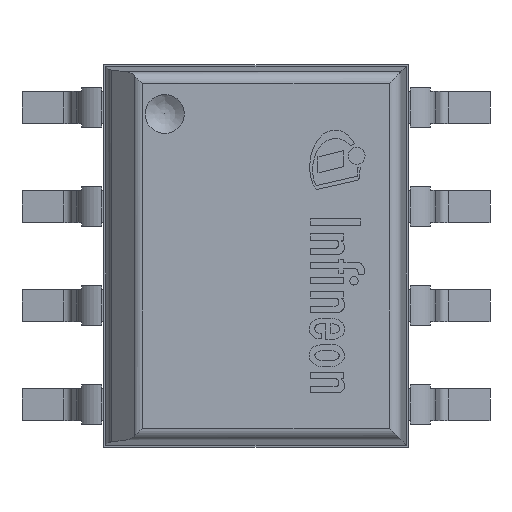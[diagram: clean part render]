
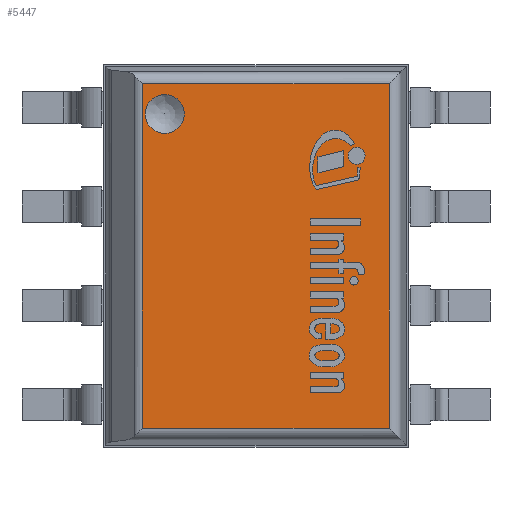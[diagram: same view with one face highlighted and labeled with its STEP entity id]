
A CAD part, top view. The second image highlights one B-rep face of the part: STEP entity #5447.
In plain terms, the highlighted planar face has unit normal (0, 0, 1).
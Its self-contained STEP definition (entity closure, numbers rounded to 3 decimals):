
#20=FACE_BOUND('',#647,.T.);
#69=CIRCLE('',#5799,0.25);
#317=FACE_OUTER_BOUND('',#646,.T.);
#646=EDGE_LOOP('',(#3677,#3678,#3679,#3680));
#647=EDGE_LOOP('',(#3681));
#994=LINE('',#7806,#1643);
#996=LINE('',#7815,#1645);
#997=LINE('',#7818,#1646);
#999=LINE('',#7821,#1648);
#1643=VECTOR('',#6293,1.);
#1645=VECTOR('',#6303,1.);
#1646=VECTOR('',#6308,1.);
#1648=VECTOR('',#6312,1.);
#2278=VERTEX_POINT('',#7774);
#2290=VERTEX_POINT('',#7804);
#2291=VERTEX_POINT('',#7805);
#2293=VERTEX_POINT('',#7812);
#2294=VERTEX_POINT('',#7814);
#2812=EDGE_CURVE('',#2278,#2278,#69,.T.);
#2826=EDGE_CURVE('',#2290,#2291,#994,.T.);
#2831=EDGE_CURVE('',#2293,#2294,#996,.T.);
#2833=EDGE_CURVE('',#2291,#2293,#997,.T.);
#2835=EDGE_CURVE('',#2294,#2290,#999,.T.);
#3677=ORIENTED_EDGE('',*,*,#2831,.F.);
#3678=ORIENTED_EDGE('',*,*,#2833,.F.);
#3679=ORIENTED_EDGE('',*,*,#2826,.F.);
#3680=ORIENTED_EDGE('',*,*,#2835,.F.);
#3681=ORIENTED_EDGE('',*,*,#2812,.T.);
#5176=PLANE('',#5815);
#5447=ADVANCED_FACE('',(#317,#20),#5176,.T.);
#5799=AXIS2_PLACEMENT_3D('',#7775,#6266,#6267);
#5815=AXIS2_PLACEMENT_3D('',#7822,#6313,#6314);
#6266=DIRECTION('center_axis',(0.,0.,-1.));
#6267=DIRECTION('ref_axis',(-1.,0.,0.));
#6293=DIRECTION('',(-1.,0.,0.));
#6303=DIRECTION('',(1.,0.,0.));
#6308=DIRECTION('',(0.,1.,0.));
#6312=DIRECTION('',(0.,-1.,0.));
#6313=DIRECTION('center_axis',(0.,0.,1.));
#6314=DIRECTION('ref_axis',(0.,-1.,0.));
#7774=CARTESIAN_POINT('',(-1.42,1.82,1.7));
#7775=CARTESIAN_POINT('Origin',(-1.17,1.82,1.7));
#7804=CARTESIAN_POINT('',(1.709,-2.209,1.7));
#7805=CARTESIAN_POINT('',(-1.455,-2.209,1.7));
#7806=CARTESIAN_POINT('',(0.962,-2.209,1.7));
#7812=CARTESIAN_POINT('',(-1.455,2.209,1.7));
#7814=CARTESIAN_POINT('',(1.709,2.209,1.7));
#7815=CARTESIAN_POINT('',(-0.962,2.209,1.7));
#7818=CARTESIAN_POINT('',(-1.455,-2.171,1.7));
#7821=CARTESIAN_POINT('',(1.709,1.213,1.7));
#7822=CARTESIAN_POINT('Origin',(0.,0.,1.7));
